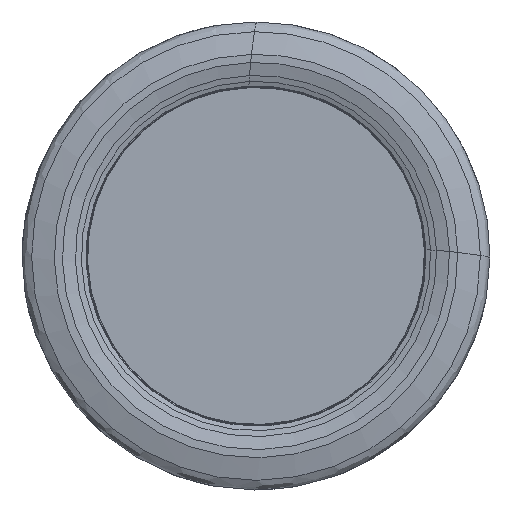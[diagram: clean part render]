
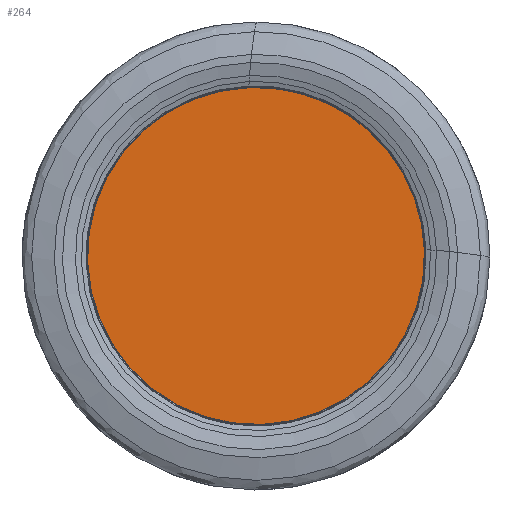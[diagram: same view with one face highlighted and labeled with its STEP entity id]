
A CAD part, left-side view. The second image highlights one B-rep face of the part: STEP entity #264.
In plain terms, the highlighted planar face has unit normal (-1, 0, 0).
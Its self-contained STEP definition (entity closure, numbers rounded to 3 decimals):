
#176=PLANE('',#983);
#179=FACE_OUTER_BOUND('',#392,.T.);
#264=ADVANCED_FACE('',(#179),#176,.F.);
#392=EDGE_LOOP('',(#486));
#486=ORIENTED_EDGE('',*,*,#786,.T.);
#715=VERTEX_POINT('',#1401);
#786=EDGE_CURVE('',#715,#715,#905,.T.);
#905=CIRCLE('',#982,15.143);
#982=AXIS2_PLACEMENT_3D('',#1400,#1112,#1113);
#983=AXIS2_PLACEMENT_3D('',#1419,#1115,#1116);
#1112=DIRECTION('',(-1.,0.,0.));
#1113=DIRECTION('',(0.,0.,1.));
#1115=DIRECTION('',(1.,0.,0.));
#1116=DIRECTION('',(0.,0.,-1.));
#1400=CARTESIAN_POINT('',(1.,0.,0.));
#1401=CARTESIAN_POINT('',(1.,0.,15.143));
#1419=CARTESIAN_POINT('',(1.,15.143,0.));
